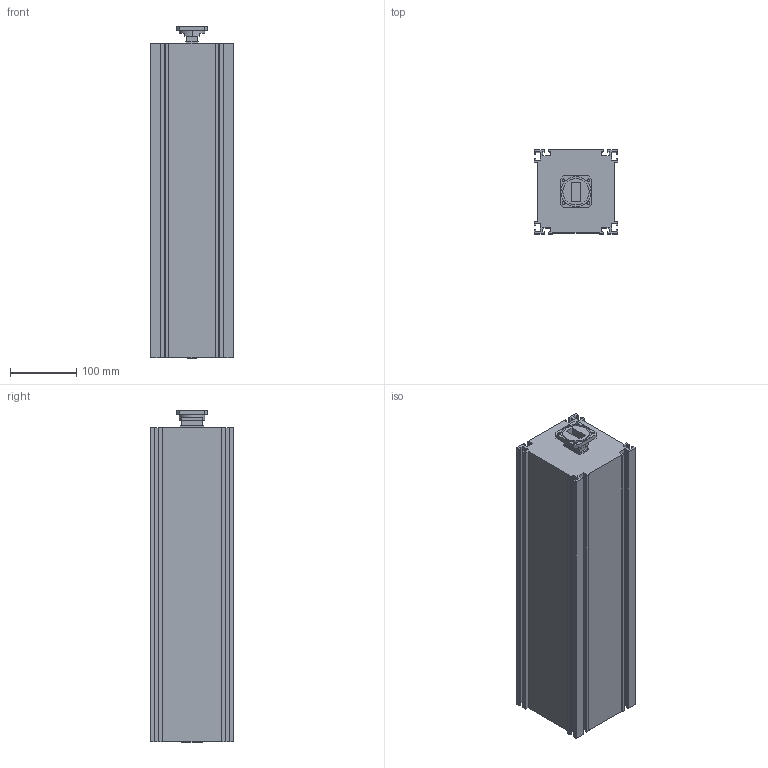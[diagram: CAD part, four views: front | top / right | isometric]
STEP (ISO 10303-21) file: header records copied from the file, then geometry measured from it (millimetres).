
FILE_DESCRIPTION (( 'STEP AP203' ), '1' );
FILE_NAME ('000111.STEP', '2021-09-20T11:58:26', ( '' ), ( '' ), 'SwSTEP 2.0', 'SolidWorks 2019', '' );
FILE_SCHEMA (( 'CONFIG_CONTROL_DESIGN' ));
Length unit declared in the file: millimetre
Products named in the file (1): 000111
Bounding box: 126.8 x 127 x 502.99 mm (x, y, z)
Volume: 6805564.1 mm3; surface area: 402514.6 mm2
Topology: 2 solids, 2 shells, 226 faces, 642 edges, 428 vertices
Faces by surface type: plane 128, cylinder 98
Entity records: 7481 total; most frequent: CARTESIAN_POINT 1297, DIRECTION 1296, ORIENTED_EDGE 1284, EDGE_CURVE 642, LINE 442, VECTOR 442, VERTEX_POINT 428, AXIS2_PLACEMENT_3D 427
